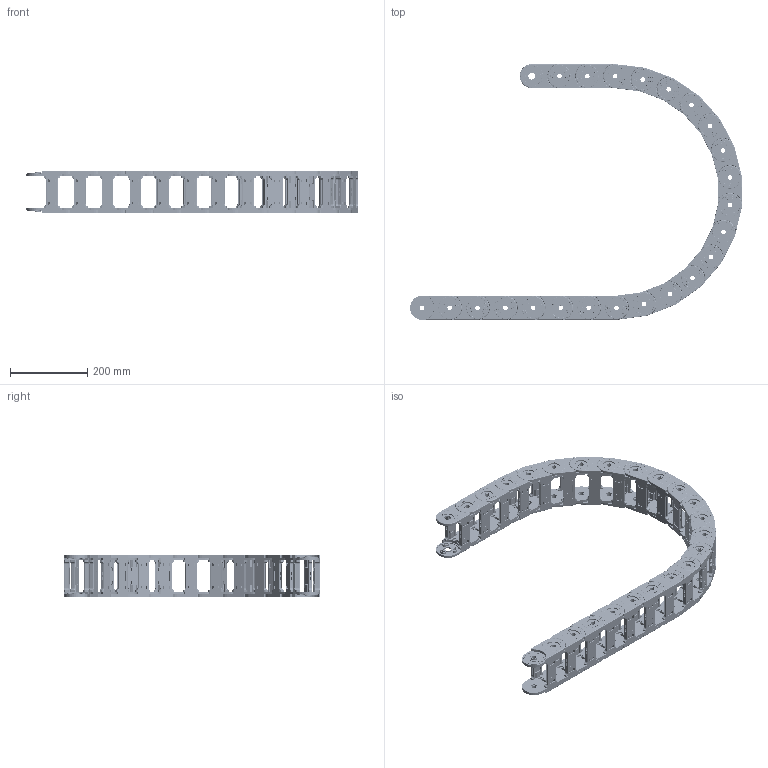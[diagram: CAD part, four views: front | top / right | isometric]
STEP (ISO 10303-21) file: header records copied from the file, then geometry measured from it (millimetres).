
FILE_DESCRIPTION (( 'STEP AP214' ), '1' );
FILE_NAME ('CK40-A080-R300.STEP', '2019-09-06T14:11:47', ( '' ), ( '' ), 'SwSTEP 2.0', 'SolidWorks 2017', '' );
FILE_SCHEMA (( 'AUTOMOTIVE_DESIGN' ));
Length unit declared in the file: millimetre
Products named in the file (2): CK40-A080; CK40-A080-R300
Assembly tree (23 placements, depth 2):
  CK40-A080-R300
    CK40-A080  x23
Bounding box: 860.05 x 662 x 108.9 mm (x, y, z)
Volume: 3236130.1 mm3; surface area: 1812311.6 mm2
Topology: 92 solids, 230 shells, 22724 faces, 58466 edges, 37812 vertices
Faces by surface type: plane 9844, cylinder 7728, bspline 2392, torus 2300, sphere 460
Entity records: 35881 total; most frequent: CARTESIAN_POINT 11504, DIRECTION 5064, ORIENTED_EDGE 5064, EDGE_CURVE 2532, AXIS2_PLACEMENT_3D 1832, VERTEX_POINT 1644, LINE 1400, VECTOR 1400
